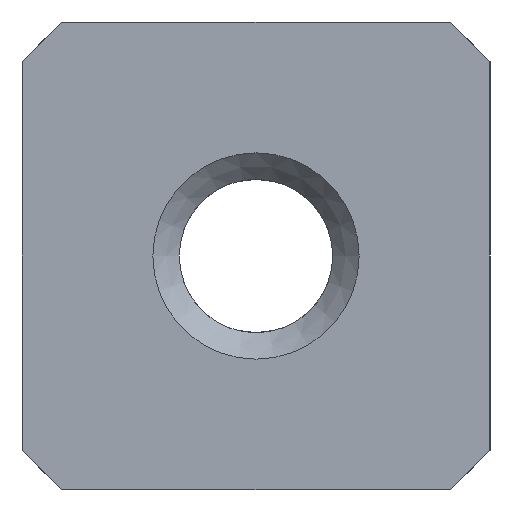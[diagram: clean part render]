
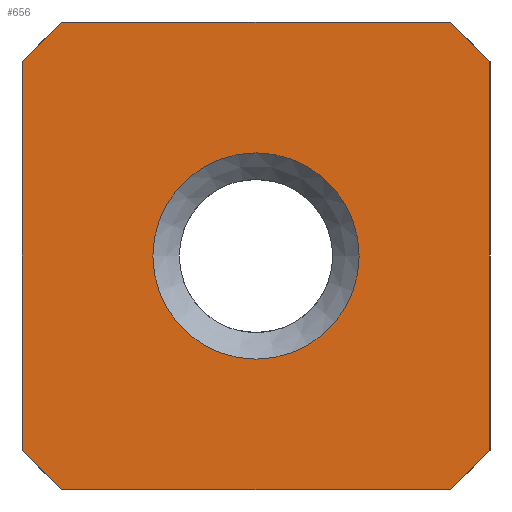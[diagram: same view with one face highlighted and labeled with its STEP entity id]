
A CAD part, left-side view. The second image highlights one B-rep face of the part: STEP entity #656.
In plain terms, the highlighted planar face has unit normal (-1, 0, 0).
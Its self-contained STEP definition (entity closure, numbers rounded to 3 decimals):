
#36=FACE_BOUND('',#101,.T.);
#44=PLANE('',#705);
#67=FACE_OUTER_BOUND('',#100,.T.);
#100=EDGE_LOOP('',(#463,#464,#465,#466,#467,#468,#469,#470));
#101=EDGE_LOOP('',(#471));
#141=LINE('',#922,#214);
#142=LINE('',#924,#215);
#143=LINE('',#926,#216);
#144=LINE('',#928,#217);
#145=LINE('',#930,#218);
#146=LINE('',#932,#219);
#147=LINE('',#934,#220);
#148=LINE('',#935,#221);
#214=VECTOR('',#758,10.);
#215=VECTOR('',#759,10.);
#216=VECTOR('',#760,10.);
#217=VECTOR('',#761,10.);
#218=VECTOR('',#762,10.);
#219=VECTOR('',#763,10.);
#220=VECTOR('',#764,10.);
#221=VECTOR('',#765,10.);
#286=CIRCLE('',#703,3.9);
#298=VERTEX_POINT('',#914);
#300=VERTEX_POINT('',#920);
#301=VERTEX_POINT('',#921);
#302=VERTEX_POINT('',#923);
#303=VERTEX_POINT('',#925);
#304=VERTEX_POINT('',#927);
#305=VERTEX_POINT('',#929);
#306=VERTEX_POINT('',#931);
#307=VERTEX_POINT('',#933);
#362=EDGE_CURVE('',#298,#298,#286,.T.);
#365=EDGE_CURVE('',#300,#301,#141,.T.);
#366=EDGE_CURVE('',#302,#300,#142,.T.);
#367=EDGE_CURVE('',#303,#302,#143,.T.);
#368=EDGE_CURVE('',#304,#303,#144,.T.);
#369=EDGE_CURVE('',#305,#304,#145,.T.);
#370=EDGE_CURVE('',#306,#305,#146,.T.);
#371=EDGE_CURVE('',#307,#306,#147,.T.);
#372=EDGE_CURVE('',#301,#307,#148,.T.);
#463=ORIENTED_EDGE('',*,*,#365,.F.);
#464=ORIENTED_EDGE('',*,*,#366,.F.);
#465=ORIENTED_EDGE('',*,*,#367,.F.);
#466=ORIENTED_EDGE('',*,*,#368,.F.);
#467=ORIENTED_EDGE('',*,*,#369,.F.);
#468=ORIENTED_EDGE('',*,*,#370,.F.);
#469=ORIENTED_EDGE('',*,*,#371,.F.);
#470=ORIENTED_EDGE('',*,*,#372,.F.);
#471=ORIENTED_EDGE('',*,*,#362,.F.);
#656=ADVANCED_FACE('',(#67,#36),#44,.T.);
#703=AXIS2_PLACEMENT_3D('',#915,#751,#752);
#705=AXIS2_PLACEMENT_3D('',#919,#756,#757);
#751=DIRECTION('center_axis',(-1.,0.,0.));
#752=DIRECTION('ref_axis',(0.,-1.,0.));
#756=DIRECTION('center_axis',(-1.,0.,0.));
#757=DIRECTION('ref_axis',(0.,-1.,0.));
#758=DIRECTION('',(0.,-0.707,-0.707));
#759=DIRECTION('',(0.,-1.,0.));
#760=DIRECTION('',(0.,-0.707,0.707));
#761=DIRECTION('',(0.,0.,1.));
#762=DIRECTION('',(0.,0.707,0.707));
#763=DIRECTION('',(0.,1.,0.));
#764=DIRECTION('',(0.,0.707,-0.707));
#765=DIRECTION('',(0.,0.,-1.));
#914=CARTESIAN_POINT('',(-420.,69.15,160.));
#915=CARTESIAN_POINT('Origin',(-420.,65.25,160.));
#919=CARTESIAN_POINT('Origin',(-420.,65.25,160.));
#920=CARTESIAN_POINT('',(-420.,57.9,168.85));
#921=CARTESIAN_POINT('',(-420.,56.4,167.35));
#922=CARTESIAN_POINT('',(-420.,57.15,168.1));
#923=CARTESIAN_POINT('',(-420.,72.6,168.85));
#924=CARTESIAN_POINT('',(-420.,74.1,168.85));
#925=CARTESIAN_POINT('',(-420.,74.1,167.35));
#926=CARTESIAN_POINT('',(-420.,73.35,168.1));
#927=CARTESIAN_POINT('',(-420.,74.1,152.65));
#928=CARTESIAN_POINT('',(-420.,74.1,151.15));
#929=CARTESIAN_POINT('',(-420.,72.6,151.15));
#930=CARTESIAN_POINT('',(-420.,73.35,151.9));
#931=CARTESIAN_POINT('',(-420.,57.9,151.15));
#932=CARTESIAN_POINT('',(-420.,56.4,151.15));
#933=CARTESIAN_POINT('',(-420.,56.4,152.65));
#934=CARTESIAN_POINT('',(-420.,57.15,151.9));
#935=CARTESIAN_POINT('',(-420.,56.4,168.85));
